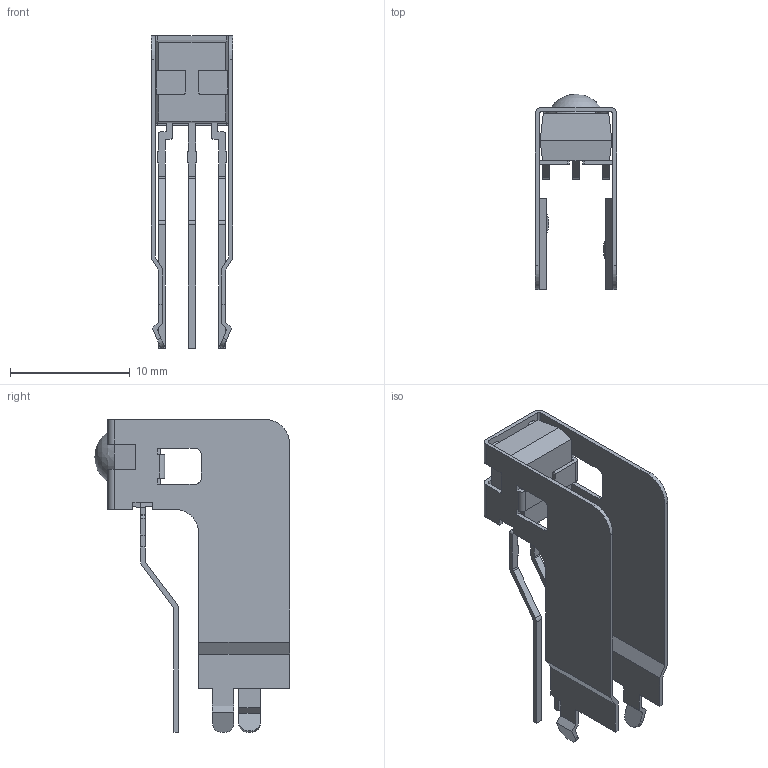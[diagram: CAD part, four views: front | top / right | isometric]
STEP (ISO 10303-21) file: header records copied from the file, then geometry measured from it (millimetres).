
FILE_DESCRIPTION((''),'2;1');
FILE_NAME('CD_Receiver.stp','2014-04-11T11:43:40',('gobenland'),(''),'Autodesk Inventor 2013','Autodesk Inventor 2013','');
FILE_SCHEMA(('AUTOMOTIVE_DESIGN { 1 0 10303 214 1 1 1 1 }'));
Length unit declared in the file: millimetre
Products named in the file (1): GO-100167.2Rev.1
Bounding box: 6.8 x 16.32 x 26.15 mm (x, y, z)
Volume: 340.8 mm3; surface area: 1328.7 mm2
Topology: 5 solids, 5 shells, 207 faces, 582 edges, 387 vertices
Faces by surface type: plane 152, cylinder 50, cone 4, sphere 1
Entity records: 6644 total; most frequent: CARTESIAN_POINT 1168, ORIENTED_EDGE 1150, DIRECTION 1100, EDGE_CURVE 575, VECTOR 466, LINE 466, VERTEX_POINT 385, AXIS2_PLACEMENT_3D 317
